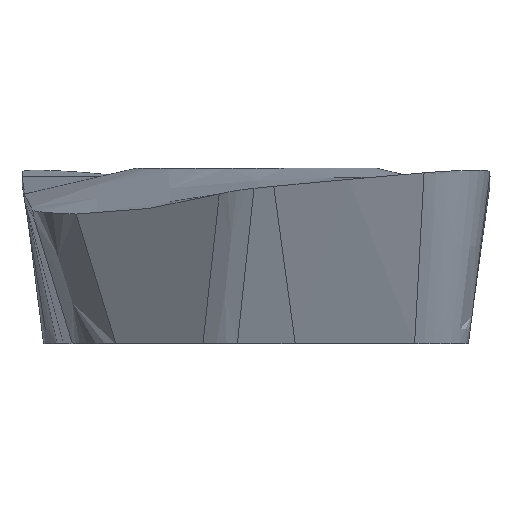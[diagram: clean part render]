
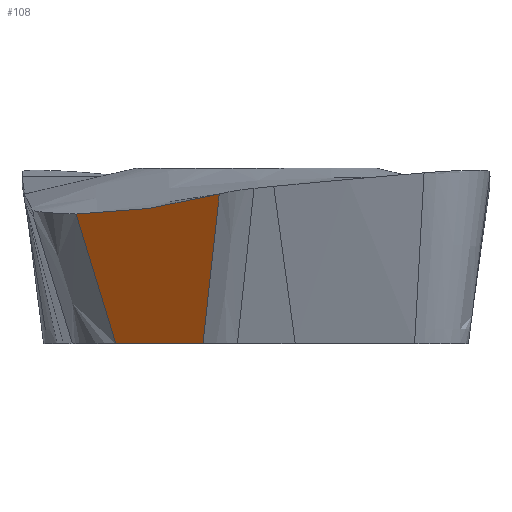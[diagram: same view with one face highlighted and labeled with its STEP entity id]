
A CAD part, left-side view. The second image highlights one B-rep face of the part: STEP entity #108.
In plain terms, the highlighted planar face has unit normal (-0.853, 0.454, -0.259).
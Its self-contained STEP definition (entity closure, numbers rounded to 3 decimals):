
#64=PLANE('',#2390);
#108=ADVANCED_FACE('',(#138),#64,.T.);
#138=FACE_OUTER_BOUND('',#182,.T.);
#182=EDGE_LOOP('',(#321,#322,#323,#324));
#321=ORIENTED_EDGE('',*,*,#497,.T.);
#322=ORIENTED_EDGE('',*,*,#460,.T.);
#323=ORIENTED_EDGE('',*,*,#501,.T.);
#324=ORIENTED_EDGE('',*,*,#482,.T.);
#396=VERTEX_POINT('',#3537);
#397=VERTEX_POINT('',#3539);
#415=VERTEX_POINT('',#4200);
#416=VERTEX_POINT('',#4211);
#460=EDGE_CURVE('',#397,#396,#1605,.T.);
#482=EDGE_CURVE('',#416,#415,#579,.T.);
#497=EDGE_CURVE('',#415,#397,#587,.T.);
#501=EDGE_CURVE('',#396,#416,#591,.T.);
#579=B_SPLINE_CURVE_WITH_KNOTS('',3,(#4201,#4202,#4203,#4204,#4205,#4206,
#4207,#4208,#4209,#4210),.UNSPECIFIED.,.F.,.F.,(4,1,1,2,2,4),(0.,0.25,
0.375,0.438,0.5,1.),.UNSPECIFIED.);
#587=B_SPLINE_CURVE_WITH_KNOTS('',3,(#4631,#4632,#4633,#4634,#4635,#4636,
#4637,#4638,#4639,#4640,#4641,#4642,#4643,#4644,#4645,#4646),
 .UNSPECIFIED.,.F.,.F.,(4,3,3,3,3,4),(0.,0.007,0.346,
0.685,0.791,1.),.UNSPECIFIED.);
#591=B_SPLINE_CURVE_WITH_KNOTS('',3,(#4936,#4937,#4938,#4939,#4940,#4941,
#4942,#4943,#4944,#4945,#4946,#4947,#4948),.UNSPECIFIED.,.F.,.F.,(4,3,3,
3,4),(0.,0.12,0.181,0.651,1.),
 .UNSPECIFIED.);
#1605=LINE('',#3538,#1765);
#1765=VECTOR('',#2733,1.);
#2390=AXIS2_PLACEMENT_3D('',#5903,#2768,#2769);
#2733=DIRECTION('',(-0.469,-0.883,0.));
#2768=DIRECTION('',(-0.853,0.453,-0.259));
#2769=DIRECTION('',(-0.469,-0.883,0.));
#3537=CARTESIAN_POINT('',(-8.256,1.249,-4.142));
#3538=CARTESIAN_POINT('',(3.044,22.503,-4.142));
#3539=CARTESIAN_POINT('',(-7.166,3.3,-4.142));
#4200=CARTESIAN_POINT('',(-7.598,4.234,-1.083));
#4201=CARTESIAN_POINT('',(-9.534,0.864,-0.607));
#4202=CARTESIAN_POINT('',(-9.307,1.241,-0.693));
#4203=CARTESIAN_POINT('',(-9.014,1.731,-0.801));
#4204=CARTESIAN_POINT('',(-8.753,2.171,-0.889));
#4205=CARTESIAN_POINT('',(-8.658,2.332,-0.919));
#4206=CARTESIAN_POINT('',(-8.599,2.433,-0.937));
#4207=CARTESIAN_POINT('',(-8.59,2.449,-0.94));
#4208=CARTESIAN_POINT('',(-8.195,3.128,-1.052));
#4209=CARTESIAN_POINT('',(-7.879,3.698,-1.095));
#4210=CARTESIAN_POINT('',(-7.598,4.234,-1.082));
#4211=CARTESIAN_POINT('',(-9.534,0.864,-0.61));
#4631=CARTESIAN_POINT('',(-7.598,4.234,-1.082));
#4632=CARTESIAN_POINT('',(-7.597,4.232,-1.089));
#4633=CARTESIAN_POINT('',(-7.596,4.23,-1.096));
#4634=CARTESIAN_POINT('',(-7.595,4.228,-1.102));
#4635=CARTESIAN_POINT('',(-7.546,4.122,-1.448));
#4636=CARTESIAN_POINT('',(-7.498,4.016,-1.794));
#4637=CARTESIAN_POINT('',(-7.449,3.91,-2.14));
#4638=CARTESIAN_POINT('',(-7.4,3.804,-2.485));
#4639=CARTESIAN_POINT('',(-7.351,3.699,-2.831));
#4640=CARTESIAN_POINT('',(-7.303,3.593,-3.177));
#4641=CARTESIAN_POINT('',(-7.287,3.56,-3.285));
#4642=CARTESIAN_POINT('',(-7.272,3.528,-3.393));
#4643=CARTESIAN_POINT('',(-7.257,3.495,-3.502));
#4644=CARTESIAN_POINT('',(-7.226,3.43,-3.715));
#4645=CARTESIAN_POINT('',(-7.196,3.365,-3.928));
#4646=CARTESIAN_POINT('',(-7.166,3.3,-4.142));
#4936=CARTESIAN_POINT('',(-8.256,1.249,-4.142));
#4937=CARTESIAN_POINT('',(-8.307,1.235,-4.001));
#4938=CARTESIAN_POINT('',(-8.358,1.22,-3.86));
#4939=CARTESIAN_POINT('',(-8.408,1.205,-3.719));
#4940=CARTESIAN_POINT('',(-8.434,1.197,-3.646));
#4941=CARTESIAN_POINT('',(-8.46,1.189,-3.574));
#4942=CARTESIAN_POINT('',(-8.487,1.181,-3.502));
#4943=CARTESIAN_POINT('',(-8.686,1.122,-2.948));
#4944=CARTESIAN_POINT('',(-8.886,1.062,-2.395));
#4945=CARTESIAN_POINT('',(-9.086,1.001,-1.841));
#4946=CARTESIAN_POINT('',(-9.235,0.956,-1.43));
#4947=CARTESIAN_POINT('',(-9.385,0.91,-1.018));
#4948=CARTESIAN_POINT('',(-9.534,0.864,-0.607));
#5903=CARTESIAN_POINT('',(2.066,23.023,-0.007));
